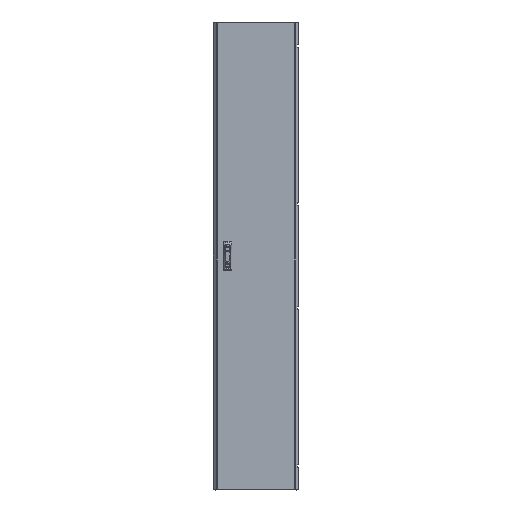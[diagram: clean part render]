
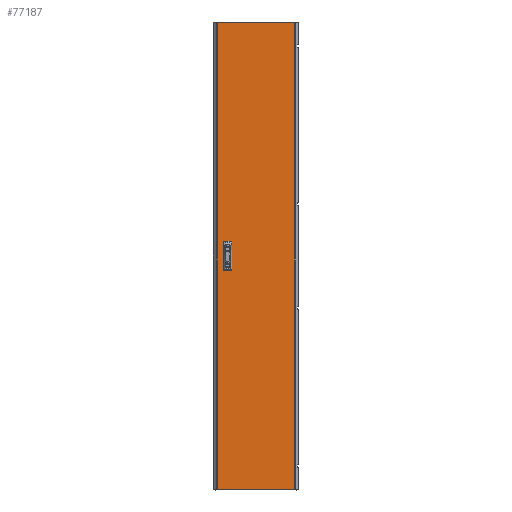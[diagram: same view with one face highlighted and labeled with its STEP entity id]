
A CAD part, top view. The second image highlights one B-rep face of the part: STEP entity #77187.
In plain terms, the highlighted planar face has unit normal (0, 0, 1).
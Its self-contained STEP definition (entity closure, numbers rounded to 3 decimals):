
#1049 = DIRECTION ( 'NONE',  ( 0., 1., 0. ) ) ;
#1736 = DIRECTION ( 'NONE',  ( 1., 0., 0. ) ) ;
#2271 = DIRECTION ( 'NONE',  ( 0., -1., 0. ) ) ;
#2302 = ORIENTED_EDGE ( 'NONE', *, *, #98471, .F. ) ;
#5996 = DIRECTION ( 'NONE',  ( 1., 0., 0. ) ) ;
#6502 = VERTEX_POINT ( 'NONE', #75125 ) ;
#7492 = VECTOR ( 'NONE', #2271, 1000. ) ;
#7661 = CARTESIAN_POINT ( 'NONE',  ( -177.875, -1069.5, 0. ) ) ;
#9307 = LINE ( 'NONE', #86541, #57156 ) ;
#11244 = VERTEX_POINT ( 'NONE', #61657 ) ;
#11667 = DIRECTION ( 'NONE',  ( 0., 1., 0. ) ) ;
#12938 = VECTOR ( 'NONE', #1736, 1000. ) ;
#13849 = EDGE_CURVE ( 'NONE', #103109, #55949, #110183, .T. ) ;
#14383 = CARTESIAN_POINT ( 'NONE',  ( -117.5, 62.5, 0. ) ) ;
#15189 = CARTESIAN_POINT ( 'NONE',  ( 0., 0., 0. ) ) ;
#18274 = LINE ( 'NONE', #7661, #40916 ) ;
#18675 = ORIENTED_EDGE ( 'NONE', *, *, #36893, .F. ) ;
#19166 = EDGE_CURVE ( 'NONE', #6502, #11244, #68380, .T. ) ;
#22215 = EDGE_LOOP ( 'NONE', ( #18675, #30704, #81301, #52646 ) ) ;
#24629 = CARTESIAN_POINT ( 'NONE',  ( -177.875, 1069.5, 0. ) ) ;
#26016 = VERTEX_POINT ( 'NONE', #24629 ) ;
#26528 = DIRECTION ( 'NONE',  ( 0., 0., -1. ) ) ;
#27067 = CARTESIAN_POINT ( 'NONE',  ( -142.5, 62.5, 0. ) ) ;
#27098 = VECTOR ( 'NONE', #27496, 1000. ) ;
#27496 = DIRECTION ( 'NONE',  ( -1., 0., 0. ) ) ;
#30312 = EDGE_LOOP ( 'NONE', ( #97821, #56947, #122030, #78474 ) ) ;
#30704 = ORIENTED_EDGE ( 'NONE', *, *, #103986, .F. ) ;
#32070 = VERTEX_POINT ( 'NONE', #27067 ) ;
#33615 = CARTESIAN_POINT ( 'NONE',  ( -177.875, -1069.5, 0. ) ) ;
#35573 = VERTEX_POINT ( 'NONE', #95299 ) ;
#36893 = EDGE_CURVE ( 'NONE', #106625, #67587, #9307, .T. ) ;
#38353 = ORIENTED_EDGE ( 'NONE', *, *, #19166, .F. ) ;
#40916 = VECTOR ( 'NONE', #127455, 1000. ) ;
#43004 = CARTESIAN_POINT ( 'NONE',  ( -177.875, 1069.5, 0. ) ) ;
#51369 = CARTESIAN_POINT ( 'NONE',  ( -142.5, 62.5, 0. ) ) ;
#52646 = ORIENTED_EDGE ( 'NONE', *, *, #60825, .F. ) ;
#54904 = FACE_BOUND ( 'NONE', #112895, .T. ) ;
#55949 = VERTEX_POINT ( 'NONE', #77853 ) ;
#56947 = ORIENTED_EDGE ( 'NONE', *, *, #102113, .T. ) ;
#57156 = VECTOR ( 'NONE', #119175, 1000. ) ;
#57860 = CARTESIAN_POINT ( 'NONE',  ( 177.875, -1069.5, 0. ) ) ;
#60158 = VERTEX_POINT ( 'NONE', #97943 ) ;
#60825 = EDGE_CURVE ( 'NONE', #67587, #60158, #68156, .T. ) ;
#61657 = CARTESIAN_POINT ( 'NONE',  ( -117.5, 12.5, 0. ) ) ;
#62516 = VECTOR ( 'NONE', #1049, 1000. ) ;
#64138 = CARTESIAN_POINT ( 'NONE',  ( 177.875, -1069.5, 0. ) ) ;
#67587 = VERTEX_POINT ( 'NONE', #134495 ) ;
#68156 = LINE ( 'NONE', #133415, #7492 ) ;
#68333 = FACE_OUTER_BOUND ( 'NONE', #30312, .T. ) ;
#68380 = LINE ( 'NONE', #112337, #126028 ) ;
#70076 = CARTESIAN_POINT ( 'NONE',  ( -117.5, -12.5, 0. ) ) ;
#74938 = CARTESIAN_POINT ( 'NONE',  ( -142.5, 12.5, 0. ) ) ;
#75125 = CARTESIAN_POINT ( 'NONE',  ( -142.5, 12.5, 0. ) ) ;
#76901 = CARTESIAN_POINT ( 'NONE',  ( -117.5, 12.5, 0. ) ) ;
#77041 = DIRECTION ( 'NONE',  ( -1., 0., 0. ) ) ;
#77187 = ADVANCED_FACE ( 'NONE', ( #54904, #133606, #68333 ), #124370, .F. ) ;
#77853 = CARTESIAN_POINT ( 'NONE',  ( 177.875, 1069.5, 0. ) ) ;
#78474 = ORIENTED_EDGE ( 'NONE', *, *, #109686, .T. ) ;
#79788 = ORIENTED_EDGE ( 'NONE', *, *, #115994, .F. ) ;
#81301 = ORIENTED_EDGE ( 'NONE', *, *, #91885, .F. ) ;
#83460 = VECTOR ( 'NONE', #77041, 1000. ) ;
#85391 = CARTESIAN_POINT ( 'NONE',  ( -142.5, -62.5, 0. ) ) ;
#86541 = CARTESIAN_POINT ( 'NONE',  ( -142.5, -12.5, 0. ) ) ;
#91885 = EDGE_CURVE ( 'NONE', #60158, #98879, #138627, .T. ) ;
#93815 = VECTOR ( 'NONE', #11667, 1000. ) ;
#94625 = LINE ( 'NONE', #51369, #27098 ) ;
#95072 = VECTOR ( 'NONE', #113983, 1000. ) ;
#95299 = CARTESIAN_POINT ( 'NONE',  ( -177.875, -1069.5, 0. ) ) ;
#96198 = LINE ( 'NONE', #74938, #132688 ) ;
#96659 = EDGE_CURVE ( 'NONE', #11244, #129440, #122257, .T. ) ;
#97821 = ORIENTED_EDGE ( 'NONE', *, *, #13849, .T. ) ;
#97943 = CARTESIAN_POINT ( 'NONE',  ( -142.5, -62.5, 0. ) ) ;
#98471 = EDGE_CURVE ( 'NONE', #32070, #6502, #96198, .T. ) ;
#98833 = LINE ( 'NONE', #33615, #12938 ) ;
#98879 = VERTEX_POINT ( 'NONE', #112789 ) ;
#102113 = EDGE_CURVE ( 'NONE', #55949, #26016, #129536, .T. ) ;
#102634 = LINE ( 'NONE', #113278, #95072 ) ;
#103109 = VERTEX_POINT ( 'NONE', #57860 ) ;
#103408 = ORIENTED_EDGE ( 'NONE', *, *, #96659, .F. ) ;
#103986 = EDGE_CURVE ( 'NONE', #98879, #106625, #102634, .T. ) ;
#105292 = EDGE_CURVE ( 'NONE', #26016, #35573, #18274, .T. ) ;
#106625 = VERTEX_POINT ( 'NONE', #70076 ) ;
#109686 = EDGE_CURVE ( 'NONE', #35573, #103109, #98833, .T. ) ;
#110183 = LINE ( 'NONE', #64138, #93815 ) ;
#112337 = CARTESIAN_POINT ( 'NONE',  ( -142.5, 12.5, 0. ) ) ;
#112789 = CARTESIAN_POINT ( 'NONE',  ( -117.5, -62.5, 0. ) ) ;
#112895 = EDGE_LOOP ( 'NONE', ( #79788, #103408, #38353, #2302 ) ) ;
#113278 = CARTESIAN_POINT ( 'NONE',  ( -117.5, -62.5, 0. ) ) ;
#113983 = DIRECTION ( 'NONE',  ( 0., 1., 0. ) ) ;
#115994 = EDGE_CURVE ( 'NONE', #129440, #32070, #94625, .T. ) ;
#119175 = DIRECTION ( 'NONE',  ( -1., 0., 0. ) ) ;
#120291 = DIRECTION ( 'NONE',  ( 0., -1., 0. ) ) ;
#121569 = DIRECTION ( 'NONE',  ( -1., 0., 0. ) ) ;
#122030 = ORIENTED_EDGE ( 'NONE', *, *, #105292, .T. ) ;
#122257 = LINE ( 'NONE', #76901, #62516 ) ;
#124370 = PLANE ( 'NONE',  #139003 ) ;
#126028 = VECTOR ( 'NONE', #5996, 1000. ) ;
#127455 = DIRECTION ( 'NONE',  ( 0., -1., 0. ) ) ;
#128669 = DIRECTION ( 'NONE',  ( 1., 0., 0. ) ) ;
#129440 = VERTEX_POINT ( 'NONE', #14383 ) ;
#129536 = LINE ( 'NONE', #43004, #83460 ) ;
#132688 = VECTOR ( 'NONE', #120291, 1000. ) ;
#133415 = CARTESIAN_POINT ( 'NONE',  ( -142.5, -62.5, 0. ) ) ;
#133606 = FACE_BOUND ( 'NONE', #22215, .T. ) ;
#134495 = CARTESIAN_POINT ( 'NONE',  ( -142.5, -12.5, 0. ) ) ;
#136567 = VECTOR ( 'NONE', #128669, 1000. ) ;
#138627 = LINE ( 'NONE', #85391, #136567 ) ;
#139003 = AXIS2_PLACEMENT_3D ( 'NONE', #15189, #26528, #121569 ) ;
